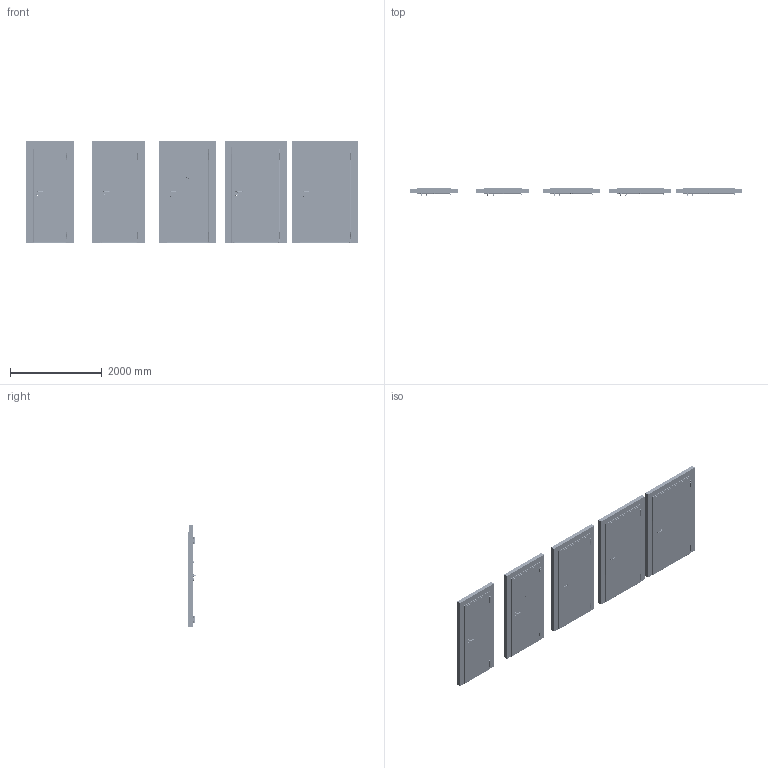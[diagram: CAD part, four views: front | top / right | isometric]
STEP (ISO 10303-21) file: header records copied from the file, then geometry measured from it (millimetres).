
FILE_DESCRIPTION(/* description */ (''),/* implementation_level */ '2;1');
FILE_NAME(/* name */ '050183_A_4-Drzwi techniczne stalowe EI30 PLUS pełne na ościeżnicy stalowej..stp',/* time_stamp */ '2024-10-04T11:24:48+02:00',/* author */ (''),/* organization */ (''),/* preprocessor_version */ 'ST-DEVELOPER v16',/* originating_system */ 'SIEMENS PLM Software NX 11.0',/* authorisation */ '');
FILE_SCHEMA (('AUTOMOTIVE_DESIGN { 1 0 10303 214 3 1 1 1 }'));
Products named in the file (1): bkni06E8228Btzyo
Bounding box: 7245 x 196 x 2216 mm (x, y, z)
Volume: 1438599497.5 mm3; surface area: 157907157.9 mm2
Topology: 390 solids, 390 shells, 11675 faces, 31400 edges, 20675 vertices
Faces by surface type: plane 6540, cylinder 3120, bspline 810, extrusion 690, cone 330, torus 180, sphere 5
Full cylindrical faces by diameter (mm): 1.9 x40, 3 x20, 3.6 x5, 4.2 x290, 5 x25, 5.795 x30, 6 x80, 7.4 x40, 8.1 x5, 10 x25, 11 x80, 11.3 x30, 12 x40, 14 x30, 16.8 x170, 17 x5, 17.2 x40, 19 x40, 19.2 x80, 19.3 x20, 19.5 x5, 24 x35, 25 x75, 54 x20
Entity records: 370461 total; most frequent: CARTESIAN_POINT 81219, ORIENTED_EDGE 58720, DIRECTION 54902, EDGE_CURVE 29360, VERTEX_POINT 20320, VECTOR 19910, LINE 19220, AXIS2_PLACEMENT_3D 17496
